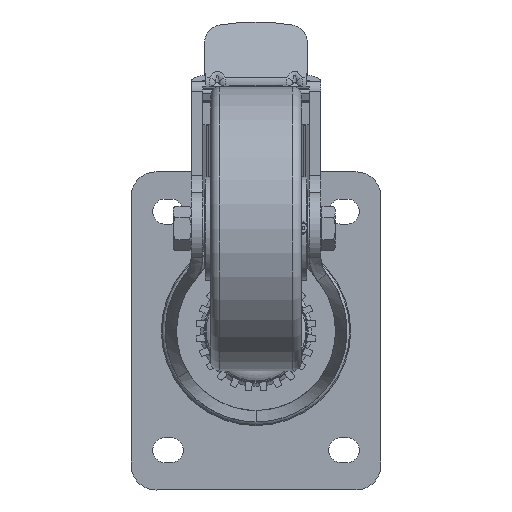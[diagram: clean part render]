
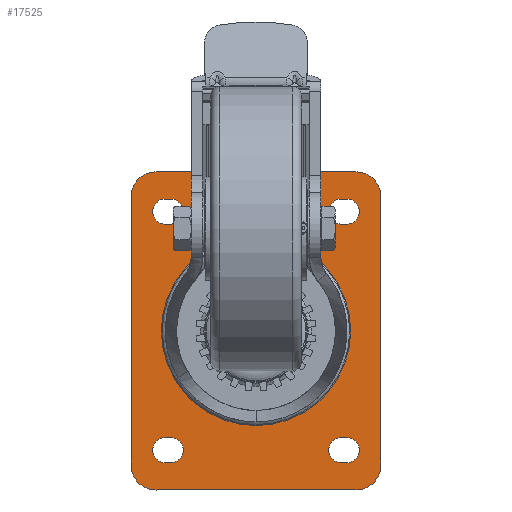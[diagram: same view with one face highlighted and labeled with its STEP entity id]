
A CAD part, front view. The second image highlights one B-rep face of the part: STEP entity #17525.
In plain terms, the highlighted planar face has unit normal (0, -1, 0).
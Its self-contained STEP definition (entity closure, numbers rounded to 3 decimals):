
#232=PLANE($,#18677);
#934=LINE($,#28898,#2205);
#935=LINE($,#28902,#2206);
#936=LINE($,#28906,#2207);
#937=LINE($,#28910,#2208);
#938=LINE($,#28914,#2209);
#939=LINE($,#28918,#2210);
#940=LINE($,#28924,#2211);
#941=LINE($,#28927,#2212);
#942=LINE($,#28932,#2213);
#943=LINE($,#28935,#2214);
#944=LINE($,#28938,#2215);
#945=LINE($,#28942,#2216);
#2205=VECTOR($,#20553,118.);
#2206=VECTOR($,#20556,88.);
#2207=VECTOR($,#20559,118.);
#2208=VECTOR($,#20562,88.);
#2209=VECTOR($,#20565,2.5);
#2210=VECTOR($,#20568,2.5);
#2211=VECTOR($,#20573,2.5);
#2212=VECTOR($,#20576,2.5);
#2213=VECTOR($,#20579,2.5);
#2214=VECTOR($,#20582,2.5);
#2215=VECTOR($,#20583,2.5);
#2216=VECTOR($,#20586,2.5);
#4216=FACE_BOUND($,#5422,.T.);
#4217=FACE_BOUND($,#5423,.T.);
#4218=FACE_BOUND($,#5424,.T.);
#4219=FACE_BOUND($,#5425,.T.);
#4220=FACE_BOUND($,#5426,.T.);
#4392=FACE_OUTER_BOUND($,#5421,.T.);
#5421=EDGE_LOOP($,(#11852,#11853,#11854,#11855,#11856,#11857,#11858,#11859));
#5422=EDGE_LOOP($,(#11860));
#5423=EDGE_LOOP($,(#11861,#11862,#11863,#11864));
#5424=EDGE_LOOP($,(#11865,#11866,#11867,#11868));
#5425=EDGE_LOOP($,(#11869,#11870,#11871,#11872));
#5426=EDGE_LOOP($,(#11873,#11874,#11875,#11876));
#6433=CIRCLE($,#18450,41.649);
#6565=CIRCLE($,#18678,11.);
#6566=CIRCLE($,#18679,11.);
#6567=CIRCLE($,#18680,11.);
#6568=CIRCLE($,#18681,11.);
#6569=CIRCLE($,#18682,5.5);
#6570=CIRCLE($,#18683,5.5);
#6571=CIRCLE($,#18684,5.5);
#6572=CIRCLE($,#18685,5.5);
#6573=CIRCLE($,#18686,5.5);
#6574=CIRCLE($,#18687,5.5);
#6575=CIRCLE($,#18688,5.5);
#6576=CIRCLE($,#18689,5.5);
#7045=VERTEX_POINT($,#24120);
#7551=VERTEX_POINT($,#28896);
#7552=VERTEX_POINT($,#28897);
#7553=VERTEX_POINT($,#28899);
#7554=VERTEX_POINT($,#28901);
#7555=VERTEX_POINT($,#28903);
#7556=VERTEX_POINT($,#28905);
#7557=VERTEX_POINT($,#28907);
#7558=VERTEX_POINT($,#28909);
#7559=VERTEX_POINT($,#28912);
#7560=VERTEX_POINT($,#28913);
#7561=VERTEX_POINT($,#28915);
#7562=VERTEX_POINT($,#28917);
#7563=VERTEX_POINT($,#28920);
#7564=VERTEX_POINT($,#28921);
#7565=VERTEX_POINT($,#28923);
#7566=VERTEX_POINT($,#28925);
#7567=VERTEX_POINT($,#28928);
#7568=VERTEX_POINT($,#28929);
#7569=VERTEX_POINT($,#28931);
#7570=VERTEX_POINT($,#28933);
#7571=VERTEX_POINT($,#28936);
#7572=VERTEX_POINT($,#28937);
#7573=VERTEX_POINT($,#28939);
#7574=VERTEX_POINT($,#28941);
#8751=EDGE_CURVE($,#7045,#7045,#6433,.T.);
#9264=EDGE_CURVE($,#7551,#7552,#934,.T.);
#9265=EDGE_CURVE($,#7552,#7553,#6565,.T.);
#9266=EDGE_CURVE($,#7553,#7554,#935,.T.);
#9267=EDGE_CURVE($,#7554,#7555,#6566,.T.);
#9268=EDGE_CURVE($,#7555,#7556,#936,.T.);
#9269=EDGE_CURVE($,#7556,#7557,#6567,.T.);
#9270=EDGE_CURVE($,#7557,#7558,#937,.T.);
#9271=EDGE_CURVE($,#7558,#7551,#6568,.T.);
#9272=EDGE_CURVE($,#7559,#7560,#938,.T.);
#9273=EDGE_CURVE($,#7560,#7561,#6569,.T.);
#9274=EDGE_CURVE($,#7561,#7562,#939,.T.);
#9275=EDGE_CURVE($,#7562,#7559,#6570,.T.);
#9276=EDGE_CURVE($,#7563,#7564,#6571,.T.);
#9277=EDGE_CURVE($,#7564,#7565,#940,.T.);
#9278=EDGE_CURVE($,#7565,#7566,#6572,.T.);
#9279=EDGE_CURVE($,#7566,#7563,#941,.T.);
#9280=EDGE_CURVE($,#7567,#7568,#6573,.T.);
#9281=EDGE_CURVE($,#7568,#7569,#942,.T.);
#9282=EDGE_CURVE($,#7569,#7570,#6574,.T.);
#9283=EDGE_CURVE($,#7570,#7567,#943,.T.);
#9284=EDGE_CURVE($,#7571,#7572,#944,.T.);
#9285=EDGE_CURVE($,#7572,#7573,#6575,.T.);
#9286=EDGE_CURVE($,#7573,#7574,#945,.T.);
#9287=EDGE_CURVE($,#7574,#7571,#6576,.T.);
#11852=ORIENTED_EDGE($,*,*,#9264,.T.);
#11853=ORIENTED_EDGE($,*,*,#9265,.T.);
#11854=ORIENTED_EDGE($,*,*,#9266,.T.);
#11855=ORIENTED_EDGE($,*,*,#9267,.T.);
#11856=ORIENTED_EDGE($,*,*,#9268,.T.);
#11857=ORIENTED_EDGE($,*,*,#9269,.T.);
#11858=ORIENTED_EDGE($,*,*,#9270,.T.);
#11859=ORIENTED_EDGE($,*,*,#9271,.T.);
#11860=ORIENTED_EDGE($,*,*,#8751,.T.);
#11861=ORIENTED_EDGE($,*,*,#9272,.T.);
#11862=ORIENTED_EDGE($,*,*,#9273,.T.);
#11863=ORIENTED_EDGE($,*,*,#9274,.T.);
#11864=ORIENTED_EDGE($,*,*,#9275,.T.);
#11865=ORIENTED_EDGE($,*,*,#9276,.T.);
#11866=ORIENTED_EDGE($,*,*,#9277,.T.);
#11867=ORIENTED_EDGE($,*,*,#9278,.T.);
#11868=ORIENTED_EDGE($,*,*,#9279,.T.);
#11869=ORIENTED_EDGE($,*,*,#9280,.T.);
#11870=ORIENTED_EDGE($,*,*,#9281,.T.);
#11871=ORIENTED_EDGE($,*,*,#9282,.T.);
#11872=ORIENTED_EDGE($,*,*,#9283,.T.);
#11873=ORIENTED_EDGE($,*,*,#9284,.T.);
#11874=ORIENTED_EDGE($,*,*,#9285,.T.);
#11875=ORIENTED_EDGE($,*,*,#9286,.T.);
#11876=ORIENTED_EDGE($,*,*,#9287,.T.);
#17525=ADVANCED_FACE($,(#4392,#4216,#4217,#4218,#4219,#4220),#232,.T.);
#18450=AXIS2_PLACEMENT_3D($,#24121,#19919,#19920);
#18677=AXIS2_PLACEMENT_3D($,#28895,#20551,#20552);
#18678=AXIS2_PLACEMENT_3D($,#28900,#20554,#20555);
#18679=AXIS2_PLACEMENT_3D($,#28904,#20557,#20558);
#18680=AXIS2_PLACEMENT_3D($,#28908,#20560,#20561);
#18681=AXIS2_PLACEMENT_3D($,#28911,#20563,#20564);
#18682=AXIS2_PLACEMENT_3D($,#28916,#20566,#20567);
#18683=AXIS2_PLACEMENT_3D($,#28919,#20569,#20570);
#18684=AXIS2_PLACEMENT_3D($,#28922,#20571,#20572);
#18685=AXIS2_PLACEMENT_3D($,#28926,#20574,#20575);
#18686=AXIS2_PLACEMENT_3D($,#28930,#20577,#20578);
#18687=AXIS2_PLACEMENT_3D($,#28934,#20580,#20581);
#18688=AXIS2_PLACEMENT_3D($,#28940,#20584,#20585);
#18689=AXIS2_PLACEMENT_3D($,#28943,#20587,#20588);
#19919=DIRECTION('center_axis',(0.,1.,0.));
#19920=DIRECTION('ref_axis',(0.,0.,1.));
#20551=DIRECTION('center_axis',(0.,-1.,0.));
#20552=DIRECTION('ref_axis',(0.,0.,-1.));
#20553=DIRECTION($,(0.,0.,1.));
#20554=DIRECTION('center_axis',(0.,-1.,0.));
#20555=DIRECTION('ref_axis',(0.,0.,1.));
#20556=DIRECTION($,(-1.,0.,0.));
#20557=DIRECTION('center_axis',(0.,-1.,0.));
#20558=DIRECTION('ref_axis',(0.,0.,1.));
#20559=DIRECTION($,(0.,0.,-1.));
#20560=DIRECTION('center_axis',(0.,-1.,0.));
#20561=DIRECTION('ref_axis',(0.,0.,1.));
#20562=DIRECTION($,(1.,0.,0.));
#20563=DIRECTION('center_axis',(0.,-1.,0.));
#20564=DIRECTION('ref_axis',(0.,0.,1.));
#20565=DIRECTION($,(-1.,0.,0.));
#20566=DIRECTION('center_axis',(0.,1.,0.));
#20567=DIRECTION('ref_axis',(0.,0.,1.));
#20568=DIRECTION($,(1.,0.,0.));
#20569=DIRECTION('center_axis',(0.,1.,0.));
#20570=DIRECTION('ref_axis',(0.,0.,1.));
#20571=DIRECTION('center_axis',(0.,1.,0.));
#20572=DIRECTION('ref_axis',(0.,0.,1.));
#20573=DIRECTION($,(1.,0.,0.));
#20574=DIRECTION('center_axis',(0.,1.,0.));
#20575=DIRECTION('ref_axis',(0.,0.,1.));
#20576=DIRECTION($,(-1.,0.,0.));
#20577=DIRECTION('center_axis',(0.,1.,0.));
#20578=DIRECTION('ref_axis',(0.,0.,1.));
#20579=DIRECTION($,(-1.,0.,0.));
#20580=DIRECTION('center_axis',(0.,1.,0.));
#20581=DIRECTION('ref_axis',(0.,0.,1.));
#20582=DIRECTION($,(1.,0.,0.));
#20583=DIRECTION($,(1.,0.,0.));
#20584=DIRECTION('center_axis',(0.,1.,0.));
#20585=DIRECTION('ref_axis',(0.,0.,1.));
#20586=DIRECTION($,(-1.,0.,0.));
#20587=DIRECTION('center_axis',(0.,1.,0.));
#20588=DIRECTION('ref_axis',(0.,0.,1.));
#24120=CARTESIAN_POINT('',(0.,-0.5,41.649));
#24121=CARTESIAN_POINT('Origin',(0.,-0.5,0.));
#28895=CARTESIAN_POINT('Origin',(0.,-0.5,0.));
#28896=CARTESIAN_POINT('',(55.,-0.5,-59.));
#28897=CARTESIAN_POINT('',(55.,-0.5,59.));
#28898=CARTESIAN_POINT($,(55.,-0.5,0.));
#28899=CARTESIAN_POINT('',(44.,-0.5,70.));
#28900=CARTESIAN_POINT('Origin',(44.,-0.5,59.));
#28901=CARTESIAN_POINT('',(-44.,-0.5,70.));
#28902=CARTESIAN_POINT($,(0.,-0.5,70.));
#28903=CARTESIAN_POINT('',(-55.,-0.5,59.));
#28904=CARTESIAN_POINT('Origin',(-44.,-0.5,59.));
#28905=CARTESIAN_POINT('',(-55.,-0.5,-59.));
#28906=CARTESIAN_POINT($,(-55.,-0.5,0.));
#28907=CARTESIAN_POINT('',(-44.,-0.5,-70.));
#28908=CARTESIAN_POINT('Origin',(-44.,-0.5,-59.));
#28909=CARTESIAN_POINT('',(44.,-0.5,-70.));
#28910=CARTESIAN_POINT($,(0.,-0.5,-70.));
#28911=CARTESIAN_POINT('Origin',(44.,-0.5,-59.));
#28912=CARTESIAN_POINT('',(-37.5,-0.5,-58.));
#28913=CARTESIAN_POINT('',(-40.,-0.5,-58.));
#28914=CARTESIAN_POINT($,(0.,-0.5,-58.));
#28915=CARTESIAN_POINT('',(-40.,-0.5,-47.));
#28916=CARTESIAN_POINT('Origin',(-40.,-0.5,-52.5));
#28917=CARTESIAN_POINT('',(-37.5,-0.5,-47.));
#28918=CARTESIAN_POINT($,(0.,-0.5,-47.));
#28919=CARTESIAN_POINT('Origin',(-37.5,-0.5,-52.5));
#28920=CARTESIAN_POINT('',(-40.,-0.5,47.));
#28921=CARTESIAN_POINT('',(-40.,-0.5,58.));
#28922=CARTESIAN_POINT('Origin',(-40.,-0.5,52.5));
#28923=CARTESIAN_POINT('',(-37.5,-0.5,58.));
#28924=CARTESIAN_POINT($,(0.,-0.5,58.));
#28925=CARTESIAN_POINT('',(-37.5,-0.5,47.));
#28926=CARTESIAN_POINT('Origin',(-37.5,-0.5,52.5));
#28927=CARTESIAN_POINT($,(0.,-0.5,47.));
#28928=CARTESIAN_POINT('',(40.,-0.5,58.));
#28929=CARTESIAN_POINT('',(40.,-0.5,47.));
#28930=CARTESIAN_POINT('Origin',(40.,-0.5,52.5));
#28931=CARTESIAN_POINT('',(37.5,-0.5,47.));
#28932=CARTESIAN_POINT($,(0.,-0.5,47.));
#28933=CARTESIAN_POINT('',(37.5,-0.5,58.));
#28934=CARTESIAN_POINT('Origin',(37.5,-0.5,52.5));
#28935=CARTESIAN_POINT($,(0.,-0.5,58.));
#28936=CARTESIAN_POINT('',(37.5,-0.5,-47.));
#28937=CARTESIAN_POINT('',(40.,-0.5,-47.));
#28938=CARTESIAN_POINT($,(0.,-0.5,-47.));
#28939=CARTESIAN_POINT('',(40.,-0.5,-58.));
#28940=CARTESIAN_POINT('Origin',(40.,-0.5,-52.5));
#28941=CARTESIAN_POINT('',(37.5,-0.5,-58.));
#28942=CARTESIAN_POINT($,(0.,-0.5,-58.));
#28943=CARTESIAN_POINT('Origin',(37.5,-0.5,-52.5));
